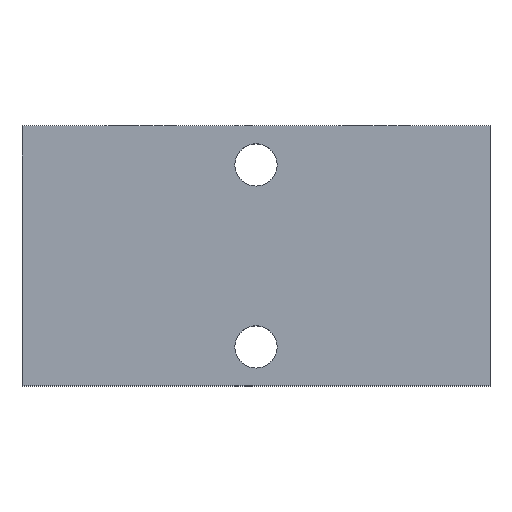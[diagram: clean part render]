
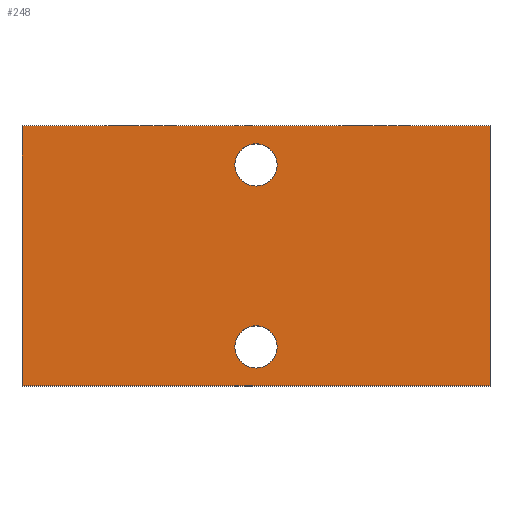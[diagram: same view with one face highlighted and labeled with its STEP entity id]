
A CAD part, top view. The second image highlights one B-rep face of the part: STEP entity #248.
In plain terms, the highlighted planar face has unit normal (0, 0, 1).
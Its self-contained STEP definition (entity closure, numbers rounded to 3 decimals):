
#18=LINE('',#506,#30);
#19=LINE('',#508,#31);
#20=LINE('',#510,#32);
#21=LINE('',#511,#33);
#30=VECTOR('',#329,40.);
#31=VECTOR('',#330,72.);
#32=VECTOR('',#331,40.);
#33=VECTOR('',#332,72.);
#42=PLANE('',#277);
#61=FACE_BOUND('',#117,.T.);
#62=FACE_BOUND('',#118,.T.);
#71=CIRCLE('',#261,3.25);
#73=CIRCLE('',#264,3.25);
#90=FACE_OUTER_BOUND('',#116,.T.);
#116=EDGE_LOOP('',(#200,#201,#202,#203));
#117=EDGE_LOOP('',(#204));
#118=EDGE_LOOP('',(#205));
#136=VERTEX_POINT('',#477);
#138=VERTEX_POINT('',#482);
#146=VERTEX_POINT('',#504);
#147=VERTEX_POINT('',#505);
#148=VERTEX_POINT('',#507);
#149=VERTEX_POINT('',#509);
#158=EDGE_CURVE('',#136,#136,#71,.T.);
#160=EDGE_CURVE('',#138,#138,#73,.T.);
#168=EDGE_CURVE('',#146,#147,#18,.T.);
#169=EDGE_CURVE('',#148,#146,#19,.T.);
#170=EDGE_CURVE('',#148,#149,#20,.T.);
#171=EDGE_CURVE('',#149,#147,#21,.T.);
#200=ORIENTED_EDGE('',*,*,#168,.F.);
#201=ORIENTED_EDGE('',*,*,#169,.F.);
#202=ORIENTED_EDGE('',*,*,#170,.T.);
#203=ORIENTED_EDGE('',*,*,#171,.T.);
#204=ORIENTED_EDGE('',*,*,#158,.T.);
#205=ORIENTED_EDGE('',*,*,#160,.T.);
#248=ADVANCED_FACE('',(#90,#61,#62),#42,.T.);
#261=AXIS2_PLACEMENT_3D('',#478,#295,#296);
#264=AXIS2_PLACEMENT_3D('',#483,#301,#302);
#277=AXIS2_PLACEMENT_3D('',#503,#327,#328);
#295=DIRECTION('center_axis',(0.,0.,-1.));
#296=DIRECTION('ref_axis',(-1.,0.,0.));
#301=DIRECTION('center_axis',(0.,0.,-1.));
#302=DIRECTION('ref_axis',(-1.,0.,0.));
#327=DIRECTION('center_axis',(0.,0.,1.));
#328=DIRECTION('ref_axis',(1.,0.,0.));
#329=DIRECTION('',(0.,-1.,0.));
#330=DIRECTION('',(1.,0.,0.));
#331=DIRECTION('',(0.,-1.,0.));
#332=DIRECTION('',(1.,0.,0.));
#477=CARTESIAN_POINT('',(-39.25,6.,0.));
#478=CARTESIAN_POINT('Origin',(-36.,6.,0.));
#482=CARTESIAN_POINT('',(-39.25,34.,0.));
#483=CARTESIAN_POINT('Origin',(-36.,34.,0.));
#503=CARTESIAN_POINT('Origin',(-72.,0.,0.));
#504=CARTESIAN_POINT('',(0.,40.,0.));
#505=CARTESIAN_POINT('',(0.,0.,0.));
#506=CARTESIAN_POINT('',(0.,0.,0.));
#507=CARTESIAN_POINT('',(-72.,40.,0.));
#508=CARTESIAN_POINT('',(-72.,40.,0.));
#509=CARTESIAN_POINT('',(-72.,0.,0.));
#510=CARTESIAN_POINT('',(-72.,0.,0.));
#511=CARTESIAN_POINT('',(-72.,0.,0.));
